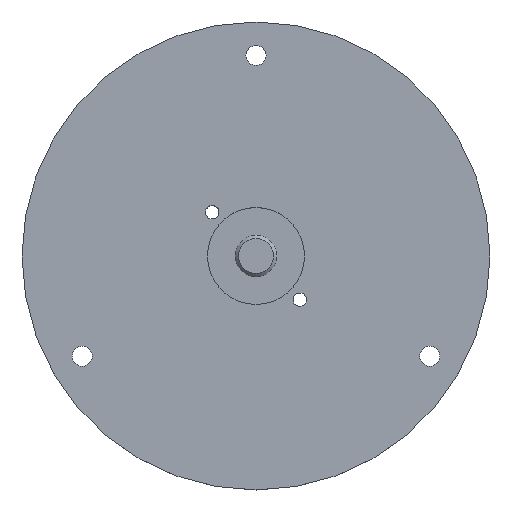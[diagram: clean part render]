
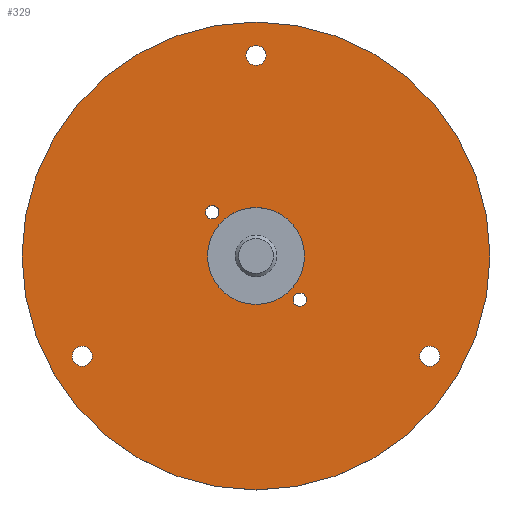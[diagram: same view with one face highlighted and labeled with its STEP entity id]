
A CAD part, top view. The second image highlights one B-rep face of the part: STEP entity #329.
In plain terms, the highlighted planar face has unit normal (0, 0, 1).
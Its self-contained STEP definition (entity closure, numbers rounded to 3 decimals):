
#61=FACE_BOUND('',#100,.T.);
#62=FACE_BOUND('',#101,.T.);
#63=FACE_BOUND('',#102,.T.);
#64=FACE_BOUND('',#103,.T.);
#65=FACE_BOUND('',#104,.T.);
#66=FACE_BOUND('',#105,.T.);
#73=FACE_OUTER_BOUND('',#99,.T.);
#99=EDGE_LOOP('',(#238));
#100=EDGE_LOOP('',(#239));
#101=EDGE_LOOP('',(#240));
#102=EDGE_LOOP('',(#241));
#103=EDGE_LOOP('',(#242));
#104=EDGE_LOOP('',(#243));
#105=EDGE_LOOP('',(#244));
#136=CIRCLE('',#374,70.);
#137=CIRCLE('',#375,14.5);
#138=CIRCLE('',#376,3.);
#139=CIRCLE('',#377,3.);
#140=CIRCLE('',#378,3.);
#141=CIRCLE('',#379,2.);
#142=CIRCLE('',#380,2.);
#167=VERTEX_POINT('',#556);
#168=VERTEX_POINT('',#558);
#169=VERTEX_POINT('',#560);
#170=VERTEX_POINT('',#562);
#171=VERTEX_POINT('',#564);
#172=VERTEX_POINT('',#566);
#173=VERTEX_POINT('',#568);
#194=EDGE_CURVE('',#167,#167,#136,.T.);
#195=EDGE_CURVE('',#168,#168,#137,.T.);
#196=EDGE_CURVE('',#169,#169,#138,.T.);
#197=EDGE_CURVE('',#170,#170,#139,.T.);
#198=EDGE_CURVE('',#171,#171,#140,.T.);
#199=EDGE_CURVE('',#172,#172,#141,.T.);
#200=EDGE_CURVE('',#173,#173,#142,.T.);
#238=ORIENTED_EDGE('',*,*,#194,.F.);
#239=ORIENTED_EDGE('',*,*,#195,.T.);
#240=ORIENTED_EDGE('',*,*,#196,.T.);
#241=ORIENTED_EDGE('',*,*,#197,.T.);
#242=ORIENTED_EDGE('',*,*,#198,.T.);
#243=ORIENTED_EDGE('',*,*,#199,.F.);
#244=ORIENTED_EDGE('',*,*,#200,.T.);
#323=PLANE('',#373);
#329=ADVANCED_FACE('',(#73,#61,#62,#63,#64,#65,#66),#323,.T.);
#373=AXIS2_PLACEMENT_3D('',#555,#434,#435);
#374=AXIS2_PLACEMENT_3D('',#557,#436,#437);
#375=AXIS2_PLACEMENT_3D('',#559,#438,#439);
#376=AXIS2_PLACEMENT_3D('',#561,#440,#441);
#377=AXIS2_PLACEMENT_3D('',#563,#442,#443);
#378=AXIS2_PLACEMENT_3D('',#565,#444,#445);
#379=AXIS2_PLACEMENT_3D('',#567,#446,#447);
#380=AXIS2_PLACEMENT_3D('',#569,#448,#449);
#434=DIRECTION('center_axis',(0.,0.,1.));
#435=DIRECTION('ref_axis',(1.,0.,0.));
#436=DIRECTION('center_axis',(0.,0.,-1.));
#437=DIRECTION('ref_axis',(-1.,0.,0.));
#438=DIRECTION('center_axis',(0.,0.,-1.));
#439=DIRECTION('ref_axis',(-1.,0.,0.));
#440=DIRECTION('center_axis',(0.,0.,-1.));
#441=DIRECTION('ref_axis',(1.,0.,0.));
#442=DIRECTION('center_axis',(0.,0.,-1.));
#443=DIRECTION('ref_axis',(1.,0.,0.));
#444=DIRECTION('center_axis',(0.,0.,-1.));
#445=DIRECTION('ref_axis',(1.,0.,0.));
#446=DIRECTION('center_axis',(0.,0.,1.));
#447=DIRECTION('ref_axis',(1.,0.,0.));
#448=DIRECTION('center_axis',(0.,0.,-1.));
#449=DIRECTION('ref_axis',(1.,0.,0.));
#555=CARTESIAN_POINT('Origin',(0.,70.,11.));
#556=CARTESIAN_POINT('',(70.,0.,11.));
#557=CARTESIAN_POINT('Origin',(0.,0.,11.));
#558=CARTESIAN_POINT('',(14.5,0.,11.));
#559=CARTESIAN_POINT('Origin',(0.,0.,11.));
#560=CARTESIAN_POINT('',(-48.962,-30.,11.));
#561=CARTESIAN_POINT('Origin',(-51.962,-30.,11.));
#562=CARTESIAN_POINT('',(3.,60.,11.));
#563=CARTESIAN_POINT('Origin',(0.,60.,11.));
#564=CARTESIAN_POINT('',(54.962,-30.,11.));
#565=CARTESIAN_POINT('Origin',(51.962,-30.,11.));
#566=CARTESIAN_POINT('',(15.081,-13.081,11.));
#567=CARTESIAN_POINT('Origin',(13.081,-13.081,11.));
#568=CARTESIAN_POINT('',(-11.081,13.081,11.));
#569=CARTESIAN_POINT('Origin',(-13.081,13.081,11.));
